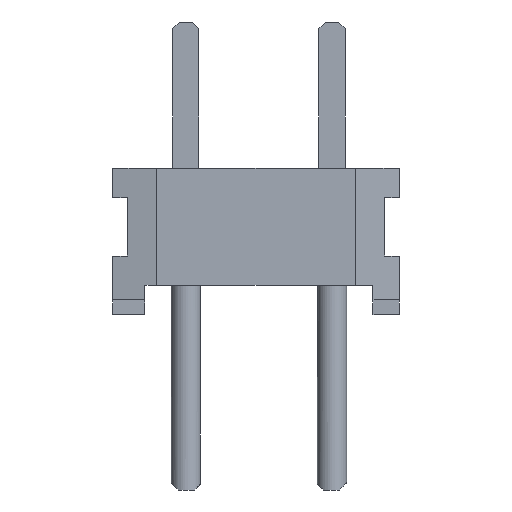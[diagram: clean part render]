
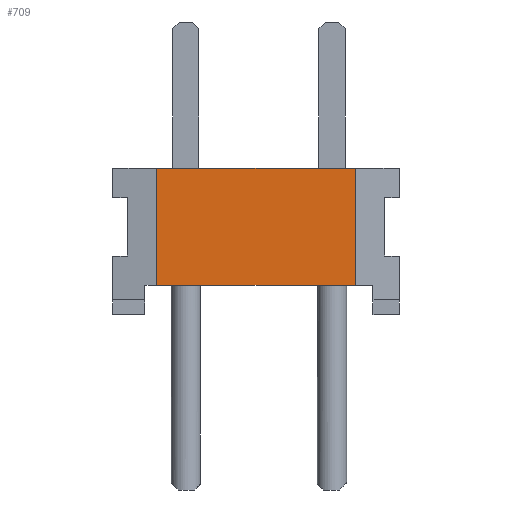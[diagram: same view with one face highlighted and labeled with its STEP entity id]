
A CAD part, left-side view. The second image highlights one B-rep face of the part: STEP entity #709.
In plain terms, the highlighted planar face has unit normal (-1, 0, 0).
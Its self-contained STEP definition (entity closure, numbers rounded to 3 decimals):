
#709 = ADVANCED_FACE('',(#710),#744,.F.);
#710 = FACE_BOUND('',#711,.T.);
#711 = EDGE_LOOP('',(#712,#722,#730,#738));
#712 = ORIENTED_EDGE('',*,*,#713,.F.);
#713 = EDGE_CURVE('',#714,#716,#718,.T.);
#714 = VERTEX_POINT('',#715);
#715 = CARTESIAN_POINT('',(-1.27,1.778,2.54));
#716 = VERTEX_POINT('',#717);
#717 = CARTESIAN_POINT('',(-1.27,-1.676,2.54));
#718 = LINE('',#719,#720);
#719 = CARTESIAN_POINT('',(-1.27,2.54,2.54));
#720 = VECTOR('',#721,1.);
#721 = DIRECTION('',(0.,-1.,0.));
#722 = ORIENTED_EDGE('',*,*,#723,.T.);
#723 = EDGE_CURVE('',#714,#724,#726,.T.);
#724 = VERTEX_POINT('',#725);
#725 = CARTESIAN_POINT('',(-1.27,1.778,0.508));
#726 = LINE('',#727,#728);
#727 = CARTESIAN_POINT('',(-1.27,1.778,2.54));
#728 = VECTOR('',#729,1.);
#729 = DIRECTION('',(0.,0.,-1.));
#730 = ORIENTED_EDGE('',*,*,#731,.T.);
#731 = EDGE_CURVE('',#724,#732,#734,.T.);
#732 = VERTEX_POINT('',#733);
#733 = CARTESIAN_POINT('',(-1.27,-1.676,0.508));
#734 = LINE('',#735,#736);
#735 = CARTESIAN_POINT('',(-1.27,1.981,0.508));
#736 = VECTOR('',#737,1.);
#737 = DIRECTION('',(0.,-1.,0.));
#738 = ORIENTED_EDGE('',*,*,#739,.T.);
#739 = EDGE_CURVE('',#732,#716,#740,.T.);
#740 = LINE('',#741,#742);
#741 = CARTESIAN_POINT('',(-1.27,-1.676,2.54));
#742 = VECTOR('',#743,1.);
#743 = DIRECTION('',(0.,0.,1.));
#744 = PLANE('',#745);
#745 = AXIS2_PLACEMENT_3D('',#746,#747,#748);
#746 = CARTESIAN_POINT('',(-1.27,2.54,2.54));
#747 = DIRECTION('',(1.,0.,0.));
#748 = DIRECTION('',(0.,1.,0.));
